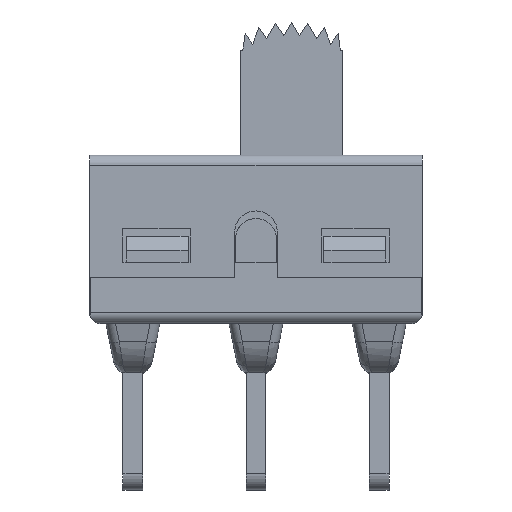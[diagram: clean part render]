
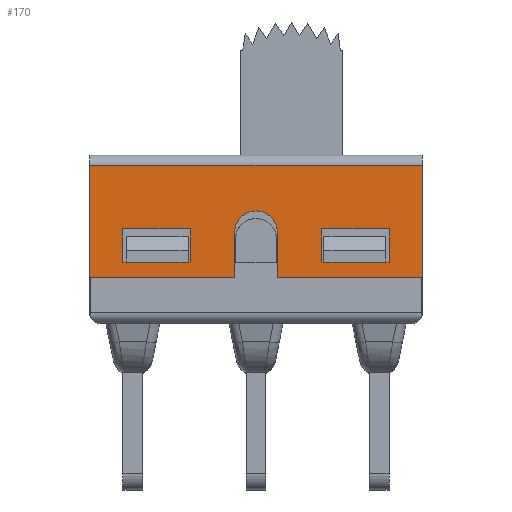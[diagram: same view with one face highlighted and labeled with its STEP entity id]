
A CAD part, top view. The second image highlights one B-rep face of the part: STEP entity #170.
In plain terms, the highlighted planar face has unit normal (0, 0, 1).
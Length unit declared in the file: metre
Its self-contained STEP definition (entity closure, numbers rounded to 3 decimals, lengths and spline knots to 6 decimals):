
#26=DIRECTION( '', ( 0., 0., 1. ) );
#27=DIRECTION( '', ( 1., 0., 0. ) );
#170=ADVANCED_FACE( '', ( #670, #671, #672 ), #673, .F. );
#670=FACE_OUTER_BOUND( '', #1689, .T. );
#671=FACE_BOUND( '', #1690, .T. );
#672=FACE_BOUND( '', #1691, .T. );
#673=PLANE( '', #1692 );
#1689=EDGE_LOOP( '', ( #3774, #3775, #3776, #3777, #3778, #3779, #3780, #3781 ) );
#1690=EDGE_LOOP( '', ( #3782, #3783, #3784, #3785, #3786, #3787 ) );
#1691=EDGE_LOOP( '', ( #3788, #3789, #3790, #3791, #3792, #3793 ) );
#1692=AXIS2_PLACEMENT_3D( '', #3794, #2797, #2798 );
#2768=DIRECTION( '', ( 0., 1., 0. ) );
#2791=DIRECTION( '', ( -1., 0., 0. ) );
#2797=DIRECTION( '', ( 0., 0., -1. ) );
#2798=DIRECTION( '', ( 0., -1., 0. ) );
#3774=ORIENTED_EDGE( '', *, *, #5769, .F. );
#3775=ORIENTED_EDGE( '', *, *, #5219, .F. );
#3776=ORIENTED_EDGE( '', *, *, #5770, .F. );
#3777=ORIENTED_EDGE( '', *, *, #5771, .F. );
#3778=ORIENTED_EDGE( '', *, *, #5767, .T. );
#3779=ORIENTED_EDGE( '', *, *, #5772, .T. );
#3780=ORIENTED_EDGE( '', *, *, #5773, .F. );
#3781=ORIENTED_EDGE( '', *, *, #5774, .T. );
#3782=ORIENTED_EDGE( '', *, *, #5775, .F. );
#3783=ORIENTED_EDGE( '', *, *, #5776, .T. );
#3784=ORIENTED_EDGE( '', *, *, #5777, .T. );
#3785=ORIENTED_EDGE( '', *, *, #5396, .T. );
#3786=ORIENTED_EDGE( '', *, *, #5778, .T. );
#3787=ORIENTED_EDGE( '', *, *, #5779, .T. );
#3788=ORIENTED_EDGE( '', *, *, #5780, .F. );
#3789=ORIENTED_EDGE( '', *, *, #5514, .T. );
#3790=ORIENTED_EDGE( '', *, *, #5578, .T. );
#3791=ORIENTED_EDGE( '', *, *, #5781, .T. );
#3792=ORIENTED_EDGE( '', *, *, #5782, .T. );
#3793=ORIENTED_EDGE( '', *, *, #5783, .T. );
#3794=CARTESIAN_POINT( '', ( 0.00635, 0.006045, 0.003302 ) );
#5219=EDGE_CURVE( '', #6333, #6331, #6335, .T. );
#5396=EDGE_CURVE( '', #6666, #6668, #6670, .T. );
#5514=EDGE_CURVE( '', #6890, #6888, #6891, .T. );
#5578=EDGE_CURVE( '', #6888, #6995, #6997, .T. );
#5767=EDGE_CURVE( '', #7297, #7295, #7298, .T. );
#5769=EDGE_CURVE( '', #6331, #7300, #7301, .T. );
#5770=EDGE_CURVE( '', #7302, #6333, #7303, .T. );
#5771=EDGE_CURVE( '', #7297, #7302, #7304, .T. );
#5772=EDGE_CURVE( '', #7295, #7305, #7306, .T. );
#5773=EDGE_CURVE( '', #7307, #7305, #7308, .T. );
#5774=EDGE_CURVE( '', #7307, #7300, #7309, .T. );
#5775=EDGE_CURVE( '', #6422, #7310, #7311, .T. );
#5776=EDGE_CURVE( '', #6422, #7312, #7313, .T. );
#5777=EDGE_CURVE( '', #7312, #6666, #7314, .T. );
#5778=EDGE_CURVE( '', #6668, #7315, #7316, .T. );
#5779=EDGE_CURVE( '', #7315, #7310, #7317, .T. );
#5780=EDGE_CURVE( '', #6890, #7318, #7319, .T. );
#5781=EDGE_CURVE( '', #6995, #7320, #7321, .T. );
#5782=EDGE_CURVE( '', #7320, #7322, #7323, .T. );
#5783=EDGE_CURVE( '', #7322, #7318, #7324, .T. );
#6331=VERTEX_POINT( '', #8008 );
#6333=VERTEX_POINT( '', #8009 );
#6335=LINE( '', #8009, #7901 );
#6422=VERTEX_POINT( '', #8065 );
#6666=VERTEX_POINT( '', #8249 );
#6668=VERTEX_POINT( '', #8250 );
#6670=LINE( '', #8249, #7736 );
#6888=VERTEX_POINT( '', #8444 );
#6890=VERTEX_POINT( '', #8445 );
#6891=LINE( '', #8445, #8446 );
#6995=VERTEX_POINT( '', #8525 );
#6997=LINE( '', #8444, #7901 );
#7295=VERTEX_POINT( '', #8811 );
#7297=VERTEX_POINT( '', #3794 );
#7298=LINE( '', #3794, #7739 );
#7300=VERTEX_POINT( '', #8814 );
#7301=CIRCLE( '', #8815, 0.000813 );
#7302=VERTEX_POINT( '', #8816 );
#7303=LINE( '', #8816, #7739 );
#7304=LINE( '', #3794, #7876 );
#7305=VERTEX_POINT( '', #8817 );
#7306=LINE( '', #8811, #7876 );
#7307=VERTEX_POINT( '', #8818 );
#7308=LINE( '', #8818, #7739 );
#7309=LINE( '', #8818, #7901 );
#7310=VERTEX_POINT( '', #8819 );
#7311=LINE( '', #8065, #7736 );
#7312=VERTEX_POINT( '', #8820 );
#7313=LINE( '', #8065, #7739 );
#7314=LINE( '', #8820, #7901 );
#7315=VERTEX_POINT( '', #8821 );
#7316=LINE( '', #8250, #7876 );
#7317=LINE( '', #8821, #7739 );
#7318=VERTEX_POINT( '', #8822 );
#7319=LINE( '', #8445, #7736 );
#7320=VERTEX_POINT( '', #8823 );
#7321=LINE( '', #8525, #7736 );
#7322=VERTEX_POINT( '', #8824 );
#7323=LINE( '', #8823, #7876 );
#7324=LINE( '', #8824, #7739 );
#7736=VECTOR( '', #27, 1. );
#7739=VECTOR( '', #2791, 1. );
#7876=VECTOR( '', #2798, 1. );
#7901=VECTOR( '', #2768, 1. );
#8008=CARTESIAN_POINT( '', ( 0.000813, 0.00348, 0.003302 ) );
#8009=CARTESIAN_POINT( '', ( 0.000813, 0.001753, 0.003302 ) );
#8065=CARTESIAN_POINT( '', ( -0.004953, 0.002337, 0.003302 ) );
#8249=CARTESIAN_POINT( '', ( -0.00508, 0.003607, 0.003302 ) );
#8250=CARTESIAN_POINT( '', ( -0.002515, 0.003607, 0.003302 ) );
#8444=CARTESIAN_POINT( '', ( 0.002515, 0.002337, 0.003302 ) );
#8445=CARTESIAN_POINT( '', ( 0.002591, 0.002337, 0.003302 ) );
#8446=VECTOR( '', #9393, 1. );
#8525=CARTESIAN_POINT( '', ( 0.002515, 0.003607, 0.003302 ) );
#8811=CARTESIAN_POINT( '', ( -0.00635, 0.006045, 0.003302 ) );
#8814=CARTESIAN_POINT( '', ( -0.000813, 0.00348, 0.003302 ) );
#8815=AXIS2_PLACEMENT_3D( '', #9452, #26, #27 );
#8816=CARTESIAN_POINT( '', ( 0.00635, 0.001753, 0.003302 ) );
#8817=CARTESIAN_POINT( '', ( -0.00635, 0.001753, 0.003302 ) );
#8818=CARTESIAN_POINT( '', ( -0.000813, 0.001753, 0.003302 ) );
#8819=CARTESIAN_POINT( '', ( -0.002591, 0.002337, 0.003302 ) );
#8820=CARTESIAN_POINT( '', ( -0.00508, 0.002337, 0.003302 ) );
#8821=CARTESIAN_POINT( '', ( -0.002515, 0.002337, 0.003302 ) );
#8822=CARTESIAN_POINT( '', ( 0.004953, 0.002337, 0.003302 ) );
#8823=CARTESIAN_POINT( '', ( 0.00508, 0.003607, 0.003302 ) );
#8824=CARTESIAN_POINT( '', ( 0.00508, 0.002337, 0.003302 ) );
#9393=DIRECTION( '', ( -1., 0., 0. ) );
#9452=CARTESIAN_POINT( '', ( 0., 0.00348, 0.003302 ) );
